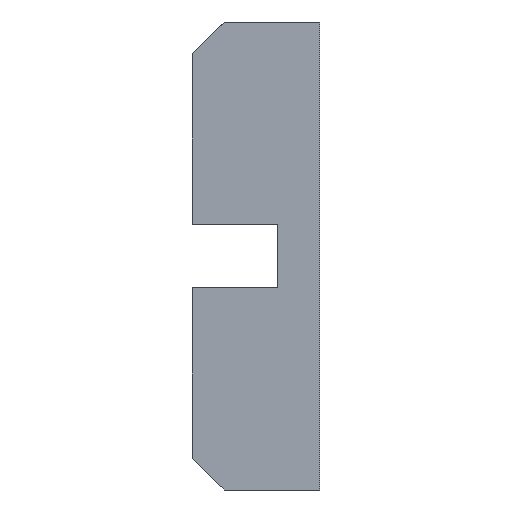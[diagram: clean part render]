
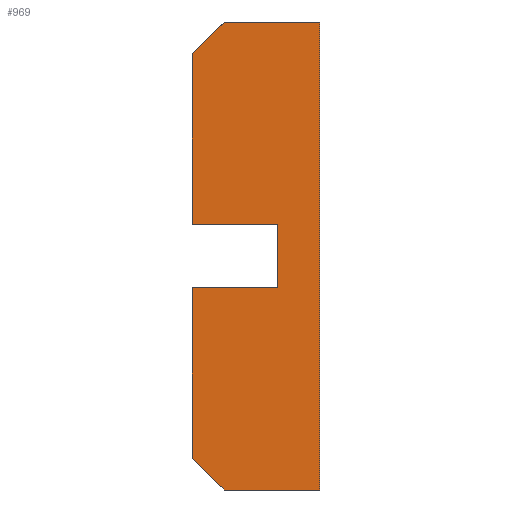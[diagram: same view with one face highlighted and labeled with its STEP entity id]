
A CAD part, front view. The second image highlights one B-rep face of the part: STEP entity #969.
In plain terms, the highlighted planar face has unit normal (0, -1, 0).
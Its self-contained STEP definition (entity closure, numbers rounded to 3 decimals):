
#34 = CARTESIAN_POINT ( 'NONE',  ( 1., 0., -44. ) ) ;
#70 = ORIENTED_EDGE ( 'NONE', *, *, #1363, .F. ) ;
#139 = LINE ( 'NONE', #997, #235 ) ;
#146 = DIRECTION ( 'NONE',  ( 0.707, 0., -0.707 ) ) ;
#154 = ORIENTED_EDGE ( 'NONE', *, *, #1141, .T. ) ;
#184 = LINE ( 'NONE', #202, #1486 ) ;
#202 = CARTESIAN_POINT ( 'NONE',  ( 70.31, 0., -25. ) ) ;
#235 = VECTOR ( 'NONE', #1905, 1000. ) ;
#251 = VERTEX_POINT ( 'NONE', #611 ) ;
#266 = DIRECTION ( 'NONE',  ( 0., 0., -1. ) ) ;
#273 = CARTESIAN_POINT ( 'NONE',  ( -2., 0., -41. ) ) ;
#277 = ORIENTED_EDGE ( 'NONE', *, *, #1447, .F. ) ;
#301 = VECTOR ( 'NONE', #1191, 1000. ) ;
#335 = LINE ( 'NONE', #541, #1328 ) ;
#360 = AXIS2_PLACEMENT_3D ( 'NONE', #676, #1883, #1151 ) ;
#396 = ORIENTED_EDGE ( 'NONE', *, *, #1271, .F. ) ;
#434 = LINE ( 'NONE', #694, #895 ) ;
#441 = CARTESIAN_POINT ( 'NONE',  ( -2., 0., -3. ) ) ;
#477 = CARTESIAN_POINT ( 'NONE',  ( 1., 0., 0. ) ) ;
#484 = EDGE_CURVE ( 'NONE', #1515, #251, #139, .T. ) ;
#504 = CARTESIAN_POINT ( 'NONE',  ( 1., 0., 0. ) ) ;
#526 = CARTESIAN_POINT ( 'NONE',  ( 1., 0., -44. ) ) ;
#541 = CARTESIAN_POINT ( 'NONE',  ( 10., 0., 0. ) ) ;
#599 = VERTEX_POINT ( 'NONE', #1503 ) ;
#604 = VERTEX_POINT ( 'NONE', #1788 ) ;
#611 = CARTESIAN_POINT ( 'NONE',  ( -2., 0., -19. ) ) ;
#617 = EDGE_LOOP ( 'NONE', ( #1096, #750, #1504, #396, #1410, #154, #1436, #1244, #277, #70 ) ) ;
#620 = EDGE_CURVE ( 'NONE', #722, #1515, #1810, .T. ) ;
#630 = DIRECTION ( 'NONE',  ( -1., 0., 0. ) ) ;
#649 = VERTEX_POINT ( 'NONE', #900 ) ;
#676 = CARTESIAN_POINT ( 'NONE',  ( 10., 0., 0. ) ) ;
#694 = CARTESIAN_POINT ( 'NONE',  ( 70.31, 0., -19. ) ) ;
#714 = CARTESIAN_POINT ( 'NONE',  ( 6., 0., 0. ) ) ;
#722 = VERTEX_POINT ( 'NONE', #477 ) ;
#750 = ORIENTED_EDGE ( 'NONE', *, *, #620, .T. ) ;
#802 = VECTOR ( 'NONE', #1904, 1000. ) ;
#895 = VECTOR ( 'NONE', #1305, 1000. ) ;
#899 = CARTESIAN_POINT ( 'NONE',  ( -2., 0., -25. ) ) ;
#900 = CARTESIAN_POINT ( 'NONE',  ( 6., 0., -19. ) ) ;
#969 = ADVANCED_FACE ( 'NONE', ( #1292 ), #1555, .F. ) ;
#997 = CARTESIAN_POINT ( 'NONE',  ( -2., 0., 0. ) ) ;
#1060 = DIRECTION ( 'NONE',  ( -0.707, 0., -0.707 ) ) ;
#1096 = ORIENTED_EDGE ( 'NONE', *, *, #1229, .T. ) ;
#1141 = EDGE_CURVE ( 'NONE', #1222, #1476, #184, .T. ) ;
#1151 = DIRECTION ( 'NONE',  ( 0., 0., 1. ) ) ;
#1162 = EDGE_CURVE ( 'NONE', #1769, #1476, #1496, .T. ) ;
#1167 = CARTESIAN_POINT ( 'NONE',  ( 10., 0., 0. ) ) ;
#1174 = LINE ( 'NONE', #714, #1178 ) ;
#1178 = VECTOR ( 'NONE', #266, 1000. ) ;
#1191 = DIRECTION ( 'NONE',  ( -1., 0., 0. ) ) ;
#1222 = VERTEX_POINT ( 'NONE', #1681 ) ;
#1229 = EDGE_CURVE ( 'NONE', #604, #722, #335, .T. ) ;
#1235 = CARTESIAN_POINT ( 'NONE',  ( -2., 0., 0. ) ) ;
#1244 = ORIENTED_EDGE ( 'NONE', *, *, #1855, .T. ) ;
#1255 = VECTOR ( 'NONE', #1060, 1000. ) ;
#1271 = EDGE_CURVE ( 'NONE', #649, #251, #434, .T. ) ;
#1292 = FACE_OUTER_BOUND ( 'NONE', #617, .T. ) ;
#1305 = DIRECTION ( 'NONE',  ( -1., 0., 0. ) ) ;
#1309 = EDGE_CURVE ( 'NONE', #649, #1222, #1174, .T. ) ;
#1328 = VECTOR ( 'NONE', #1814, 1000. ) ;
#1331 = VECTOR ( 'NONE', #146, 1000. ) ;
#1363 = EDGE_CURVE ( 'NONE', #604, #599, #1461, .T. ) ;
#1410 = ORIENTED_EDGE ( 'NONE', *, *, #1309, .T. ) ;
#1436 = ORIENTED_EDGE ( 'NONE', *, *, #1162, .F. ) ;
#1447 = EDGE_CURVE ( 'NONE', #599, #1685, #1799, .T. ) ;
#1461 = LINE ( 'NONE', #1167, #802 ) ;
#1471 = LINE ( 'NONE', #34, #1331 ) ;
#1476 = VERTEX_POINT ( 'NONE', #899 ) ;
#1486 = VECTOR ( 'NONE', #630, 1000. ) ;
#1496 = LINE ( 'NONE', #1235, #1671 ) ;
#1503 = CARTESIAN_POINT ( 'NONE',  ( 10., 0., -44. ) ) ;
#1504 = ORIENTED_EDGE ( 'NONE', *, *, #484, .T. ) ;
#1515 = VERTEX_POINT ( 'NONE', #441 ) ;
#1527 = DIRECTION ( 'NONE',  ( 0., 0., 1. ) ) ;
#1555 = PLANE ( 'NONE',  #360 ) ;
#1671 = VECTOR ( 'NONE', #1527, 1000. ) ;
#1681 = CARTESIAN_POINT ( 'NONE',  ( 6., 0., -25. ) ) ;
#1685 = VERTEX_POINT ( 'NONE', #526 ) ;
#1769 = VERTEX_POINT ( 'NONE', #273 ) ;
#1770 = CARTESIAN_POINT ( 'NONE',  ( 10., 0., -44. ) ) ;
#1788 = CARTESIAN_POINT ( 'NONE',  ( 10., 0., 0. ) ) ;
#1799 = LINE ( 'NONE', #1770, #301 ) ;
#1810 = LINE ( 'NONE', #504, #1255 ) ;
#1814 = DIRECTION ( 'NONE',  ( -1., 0., 0. ) ) ;
#1855 = EDGE_CURVE ( 'NONE', #1769, #1685, #1471, .T. ) ;
#1883 = DIRECTION ( 'NONE',  ( 0., 1., 0. ) ) ;
#1904 = DIRECTION ( 'NONE',  ( 0., 0., -1. ) ) ;
#1905 = DIRECTION ( 'NONE',  ( 0., 0., -1. ) ) ;
